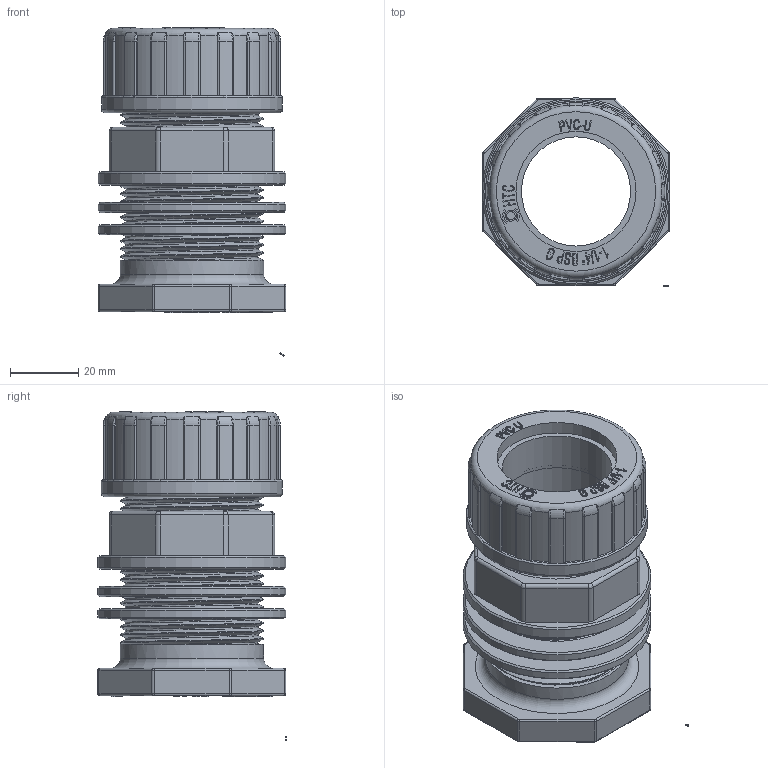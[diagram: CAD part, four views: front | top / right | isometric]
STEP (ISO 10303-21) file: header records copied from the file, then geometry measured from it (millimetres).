
FILE_DESCRIPTION(/* description */ (''),/* implementation_level */ '2;1');
FILE_NAME(/* name */ '32束节水箱接头.stp',/* time_stamp */ '2025-04-26T16:24:50+08:00',/* author */ (''),/* organization */ (''),/* preprocessor_version */ 'ST-DEVELOPER v16.7',/* originating_system */ 'SIEMENS PLM Software NX 12.0',/* authorisation */ '');
FILE_SCHEMA (('AUTOMOTIVE_DESIGN { 1 0 10303 214 3 1 1 1 }'));
Length unit declared in the file: millimetre
Products named in the file (1): Admi115C9447au5z
Bounding box: 55 x 55.1 x 96.33 mm (x, y, z)
Volume: 83379.6 mm3; surface area: 54258.5 mm2
Topology: 7 solids, 7 shells, 925 faces, 2402 edges, 1561 vertices
Faces by surface type: plane 414, extrusion 257, cylinder 158, bspline 65, torus 23, cone 8
Full cylindrical faces by diameter (mm): 2.461 x1, 3.231 x1, 32 x1, 32.6 x1, 35.2 x1, 38.952 x24, 41.91 x8, 42 x1, 42.5 x2, 53 x1, 55 x3
Entity records: 41599 total; most frequent: CARTESIAN_POINT 22194, ORIENTED_EDGE 4536, DIRECTION 2800, EDGE_CURVE 2268, VERTEX_POINT 1488, B_SPLINE_CURVE_WITH_KNOTS 1450, VECTOR 1008, EDGE_LOOP 1004
